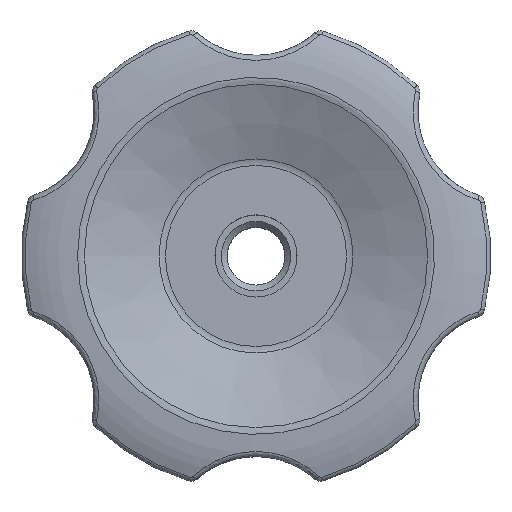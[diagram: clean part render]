
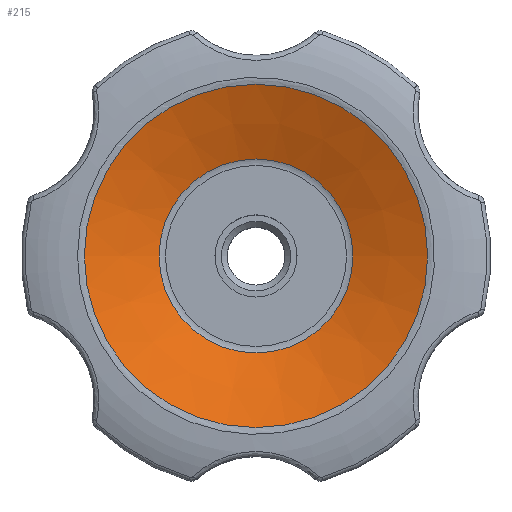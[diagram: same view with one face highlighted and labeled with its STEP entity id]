
A CAD part, top view. The second image highlights one B-rep face of the part: STEP entity #215.
In plain terms, the highlighted conical face has half-angle 68.629 degrees and reference radius 14.9 mm.
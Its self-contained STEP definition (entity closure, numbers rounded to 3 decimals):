
#215 = ADVANCED_FACE( '', ( #476, #477 ), #478, .F. );
#476 = FACE_BOUND( '', #3685, .T. );
#477 = FACE_OUTER_BOUND( '', #3686, .T. );
#478 = CONICAL_SURFACE( '', #3687, 14.9, 1.198 );
#3685 = EDGE_LOOP( '', ( #5714 ) );
#3686 = EDGE_LOOP( '', ( #5715 ) );
#3687 = AXIS2_PLACEMENT_3D( '', #5716, #5717, #5718 );
#5714 = ORIENTED_EDGE( '', *, *, #6120, .T. );
#5715 = ORIENTED_EDGE( '', *, *, #6195, .T. );
#5716 = CARTESIAN_POINT( '', ( 0., 0., 28. ) );
#5717 = DIRECTION( '', ( 0., 0., 1. ) );
#5718 = DIRECTION( '', ( 1., 0., 0. ) );
#6120 = EDGE_CURVE( '', #6486, #6486, #6487, .F. );
#6195 = EDGE_CURVE( '', #6584, #6584, #6585, .F. );
#6486 = VERTEX_POINT( '', #8616 );
#6487 = CIRCLE( '', #8617, 8.264 );
#6584 = VERTEX_POINT( '', #9082 );
#6585 = CIRCLE( '', #9083, 14.628 );
#8616 = CARTESIAN_POINT( '', ( 8.264, 0., 25.403 ) );
#8617 = AXIS2_PLACEMENT_3D( '', #9654, #9655, #9656 );
#9082 = CARTESIAN_POINT( '', ( -14.628, 0., 27.894 ) );
#9083 = AXIS2_PLACEMENT_3D( '', #9743, #9744, #9745 );
#9654 = CARTESIAN_POINT( '', ( 0., 0., 25.403 ) );
#9655 = DIRECTION( '', ( 0., 0., 1. ) );
#9656 = DIRECTION( '', ( 1., 0., 0. ) );
#9743 = CARTESIAN_POINT( '', ( 0., 0., 27.894 ) );
#9744 = DIRECTION( '', ( 0., 0., -1. ) );
#9745 = DIRECTION( '', ( -1., 0., 0. ) );
